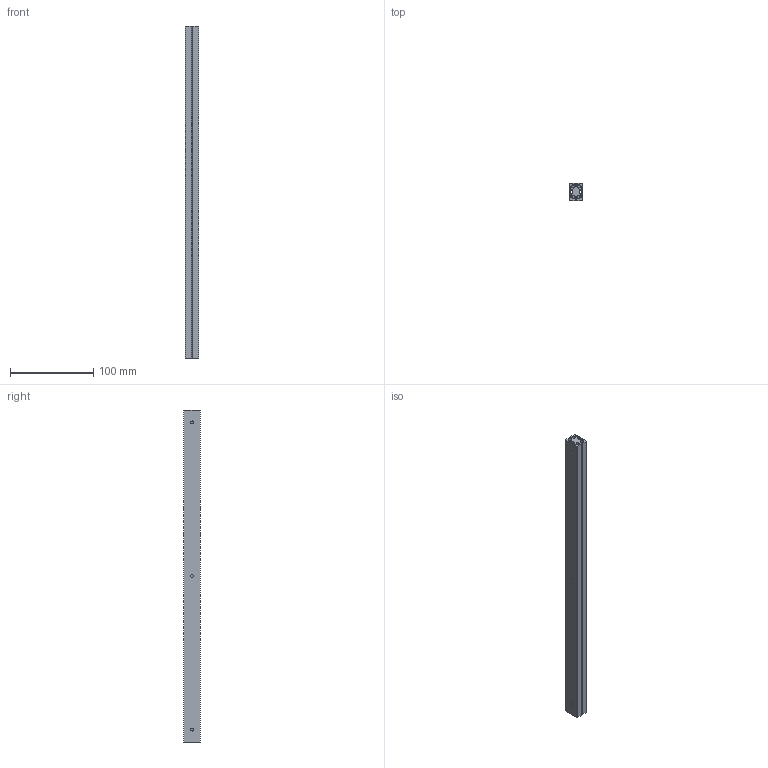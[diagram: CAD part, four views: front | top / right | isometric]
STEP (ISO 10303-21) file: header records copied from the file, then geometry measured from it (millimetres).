
FILE_DESCRIPTION(/* description */ ('STEP AP203'),/* implementation_level */ '2;1');
FILE_NAME(/* name */ 'SAR340',/* time_stamp */ '2022-09-17T08:11:50+02:00',/* author */ ('License CC BY-ND 4.0'),/* organization */ ('CADENAS'),/* preprocessor_version */ 'ST-DEVELOPER v18.102',/* originating_system */ 'PARTsolutions',/* authorisation */ ' ');
FILE_SCHEMA (('CONFIG_CONTROL_DESIGN'));
Length unit declared in the file: millimetre
Products named in the file (4): SAR340; SAR3_ba; SAR340-40_b; SAR340-40_r
Assembly tree (151 placements, depth 2):
  SAR340
    SAR3_ba  x148
    SAR340-40_b  x2
    SAR340-40_r
Bounding box: 16 x 20 x 400 mm (x, y, z)
Volume: 89815.5 mm3; surface area: 84718.4 mm2
Topology: 151 solids, 151 shells, 260 faces, 764 edges, 506 vertices
Faces by surface type: sphere 148, cylinder 70, plane 36, cone 6
Full cylindrical faces by diameter (mm): 3.5 x6, 6.5 x2
Entity records: 4029 total; most frequent: DIRECTION 756, CARTESIAN_POINT 740, ORIENTED_EDGE 450, AXIS2_PLACEMENT_3D 322, EDGE_CURVE 225, PRODUCT_DEFINITION_SHAPE 155, VERTEX_POINT 154, CONTEXT_DEPENDENT_SHAPE_REPRESENTATION 151
